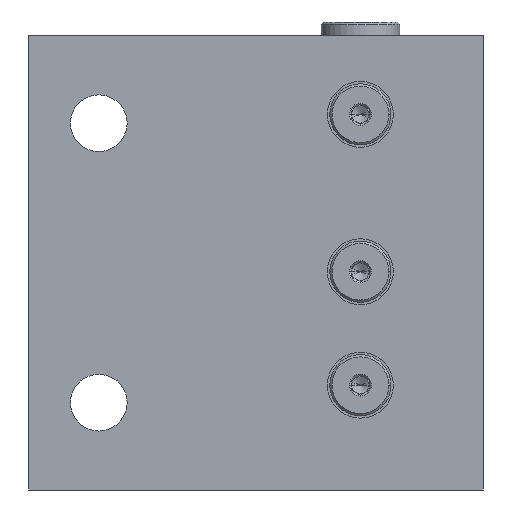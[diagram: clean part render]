
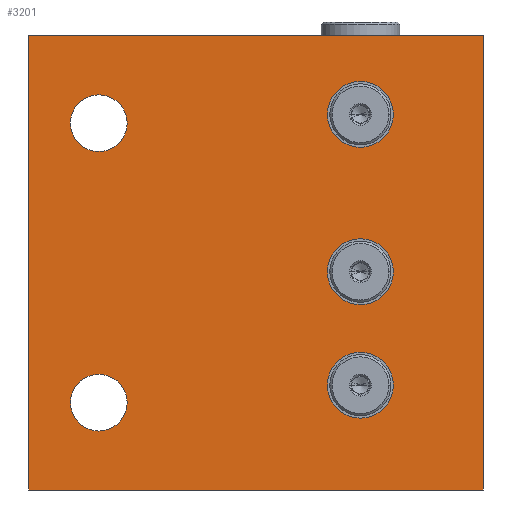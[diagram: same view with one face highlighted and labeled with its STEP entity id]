
A CAD part, front view. The second image highlights one B-rep face of the part: STEP entity #3201.
In plain terms, the highlighted planar face has unit normal (0, -1, 0).
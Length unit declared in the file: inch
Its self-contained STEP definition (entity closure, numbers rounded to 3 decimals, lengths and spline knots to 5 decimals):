
#5=DIRECTION('',(1.,0.,0.));
#6=VECTOR('',#5,3.25);
#7=CARTESIAN_POINT('',(0.,-1.5,0.));
#8=LINE('',#7,#6);
#65=DIRECTION('',(0.,0.,1.));
#66=VECTOR('',#65,3.25);
#67=CARTESIAN_POINT('',(3.25,-1.5,0.));
#68=LINE('',#67,#66);
#89=DIRECTION('',(0.,0.,1.));
#90=VECTOR('',#89,3.25);
#91=CARTESIAN_POINT('',(0.,-1.5,0.));
#92=LINE('',#91,#90);
#93=CARTESIAN_POINT('',(0.5,-1.5,0.625));
#94=DIRECTION('',(0.,1.,0.));
#95=DIRECTION('',(0.,0.,-1.));
#96=AXIS2_PLACEMENT_3D('',#93,#94,#95);
#98=CARTESIAN_POINT('',(0.5,-1.5,0.625));
#99=DIRECTION('',(0.,1.,0.));
#100=DIRECTION('',(0.,0.,1.));
#101=AXIS2_PLACEMENT_3D('',#98,#99,#100);
#103=CARTESIAN_POINT('',(0.5,-1.5,2.625));
#104=DIRECTION('',(0.,1.,0.));
#105=DIRECTION('',(0.,0.,-1.));
#106=AXIS2_PLACEMENT_3D('',#103,#104,#105);
#108=CARTESIAN_POINT('',(0.5,-1.5,2.625));
#109=DIRECTION('',(0.,1.,0.));
#110=DIRECTION('',(0.,0.,1.));
#111=AXIS2_PLACEMENT_3D('',#108,#109,#110);
#113=CARTESIAN_POINT('',(2.372,-1.5,0.75));
#114=DIRECTION('',(0.,1.,0.));
#115=DIRECTION('',(0.,0.,-1.));
#116=AXIS2_PLACEMENT_3D('',#113,#114,#115);
#118=CARTESIAN_POINT('',(2.372,-1.5,0.75));
#119=DIRECTION('',(0.,1.,0.));
#120=DIRECTION('',(0.,0.,1.));
#121=AXIS2_PLACEMENT_3D('',#118,#119,#120);
#123=CARTESIAN_POINT('',(2.372,-1.5,1.562));
#124=DIRECTION('',(0.,1.,0.));
#125=DIRECTION('',(0.,0.,-1.));
#126=AXIS2_PLACEMENT_3D('',#123,#124,#125);
#128=CARTESIAN_POINT('',(2.372,-1.5,1.562));
#129=DIRECTION('',(0.,1.,0.));
#130=DIRECTION('',(0.,0.,1.));
#131=AXIS2_PLACEMENT_3D('',#128,#129,#130);
#133=CARTESIAN_POINT('',(2.372,-1.5,2.688));
#134=DIRECTION('',(0.,1.,0.));
#135=DIRECTION('',(0.,0.,-1.));
#136=AXIS2_PLACEMENT_3D('',#133,#134,#135);
#138=CARTESIAN_POINT('',(2.372,-1.5,2.688));
#139=DIRECTION('',(0.,1.,0.));
#140=DIRECTION('',(0.,0.,1.));
#141=AXIS2_PLACEMENT_3D('',#138,#139,#140);
#155=DIRECTION('',(1.,0.,0.));
#156=VECTOR('',#155,3.25);
#157=CARTESIAN_POINT('',(0.,-1.5,3.25));
#158=LINE('',#157,#156);
#2675=CARTESIAN_POINT('',(0.,-1.5,0.));
#2677=VERTEX_POINT('',#2675);
#2678=CARTESIAN_POINT('',(3.25,-1.5,0.));
#2679=VERTEX_POINT('',#2678);
#2683=CARTESIAN_POINT('',(0.,-1.5,3.25));
#2685=VERTEX_POINT('',#2683);
#2686=CARTESIAN_POINT('',(3.25,-1.5,3.25));
#2687=VERTEX_POINT('',#2686);
#2808=CARTESIAN_POINT('',(0.5,-1.5,0.422));
#2809=CARTESIAN_POINT('',(0.5,-1.5,0.828));
#2810=VERTEX_POINT('',#2808);
#2811=VERTEX_POINT('',#2809);
#2816=CARTESIAN_POINT('',(0.5,-1.5,2.422));
#2817=CARTESIAN_POINT('',(0.5,-1.5,2.828));
#2818=VERTEX_POINT('',#2816);
#2819=VERTEX_POINT('',#2817);
#2844=CARTESIAN_POINT('',(2.372,-1.5,0.514));
#2845=CARTESIAN_POINT('',(2.372,-1.5,0.986));
#2846=VERTEX_POINT('',#2844);
#2847=VERTEX_POINT('',#2845);
#2886=CARTESIAN_POINT('',(2.372,-1.5,1.326));
#2887=CARTESIAN_POINT('',(2.372,-1.5,1.798));
#2888=VERTEX_POINT('',#2886);
#2889=VERTEX_POINT('',#2887);
#2916=CARTESIAN_POINT('',(2.372,-1.5,2.452));
#2917=CARTESIAN_POINT('',(2.372,-1.5,2.924));
#2918=VERTEX_POINT('',#2916);
#2919=VERTEX_POINT('',#2917);
#3159=CARTESIAN_POINT('',(0.,-1.5,0.));
#3160=DIRECTION('',(0.,-1.,0.));
#3161=DIRECTION('',(1.,0.,0.));
#3162=AXIS2_PLACEMENT_3D('',#3159,#3160,#3161);
#3163=PLANE('',#3162);
#3164=ORIENTED_EDGE('',*,*,#3071,.F.);
#3165=ORIENTED_EDGE('',*,*,#3096,.T.);
#3167=ORIENTED_EDGE('',*,*,#3166,.T.);
#3168=ORIENTED_EDGE('',*,*,#3139,.F.);
#3169=EDGE_LOOP('',(#3164,#3165,#3167,#3168));
#3170=FACE_OUTER_BOUND('',#3169,.F.);
#3172=ORIENTED_EDGE('',*,*,#3171,.F.);
#3174=ORIENTED_EDGE('',*,*,#3173,.F.);
#3175=EDGE_LOOP('',(#3172,#3174));
#3176=FACE_BOUND('',#3175,.F.);
#3178=ORIENTED_EDGE('',*,*,#3177,.F.);
#3180=ORIENTED_EDGE('',*,*,#3179,.F.);
#3181=EDGE_LOOP('',(#3178,#3180));
#3182=FACE_BOUND('',#3181,.F.);
#3184=ORIENTED_EDGE('',*,*,#3183,.F.);
#3186=ORIENTED_EDGE('',*,*,#3185,.F.);
#3187=EDGE_LOOP('',(#3184,#3186));
#3188=FACE_BOUND('',#3187,.F.);
#3190=ORIENTED_EDGE('',*,*,#3189,.F.);
#3192=ORIENTED_EDGE('',*,*,#3191,.F.);
#3193=EDGE_LOOP('',(#3190,#3192));
#3194=FACE_BOUND('',#3193,.F.);
#3196=ORIENTED_EDGE('',*,*,#3195,.F.);
#3198=ORIENTED_EDGE('',*,*,#3197,.F.);
#3199=EDGE_LOOP('',(#3196,#3198));
#3200=FACE_BOUND('',#3199,.F.);
#3201=ADVANCED_FACE('',(#3170,#3176,#3182,#3188,#3194,#3200),#3163,.T.);
#97=CIRCLE('',#96,0.203);
#102=CIRCLE('',#101,0.203);
#107=CIRCLE('',#106,0.203);
#112=CIRCLE('',#111,0.203);
#117=CIRCLE('',#116,0.236);
#122=CIRCLE('',#121,0.236);
#127=CIRCLE('',#126,0.236);
#132=CIRCLE('',#131,0.236);
#137=CIRCLE('',#136,0.236);
#142=CIRCLE('',#141,0.236);
#3071=EDGE_CURVE('',#2677,#2679,#8,.T.);
#3096=EDGE_CURVE('',#2677,#2685,#92,.T.);
#3139=EDGE_CURVE('',#2679,#2687,#68,.T.);
#3166=EDGE_CURVE('',#2685,#2687,#158,.T.);
#3171=EDGE_CURVE('',#2810,#2811,#97,.T.);
#3173=EDGE_CURVE('',#2811,#2810,#102,.T.);
#3177=EDGE_CURVE('',#2818,#2819,#107,.T.);
#3179=EDGE_CURVE('',#2819,#2818,#112,.T.);
#3183=EDGE_CURVE('',#2846,#2847,#117,.T.);
#3185=EDGE_CURVE('',#2847,#2846,#122,.T.);
#3189=EDGE_CURVE('',#2888,#2889,#127,.T.);
#3191=EDGE_CURVE('',#2889,#2888,#132,.T.);
#3195=EDGE_CURVE('',#2918,#2919,#137,.T.);
#3197=EDGE_CURVE('',#2919,#2918,#142,.T.);
